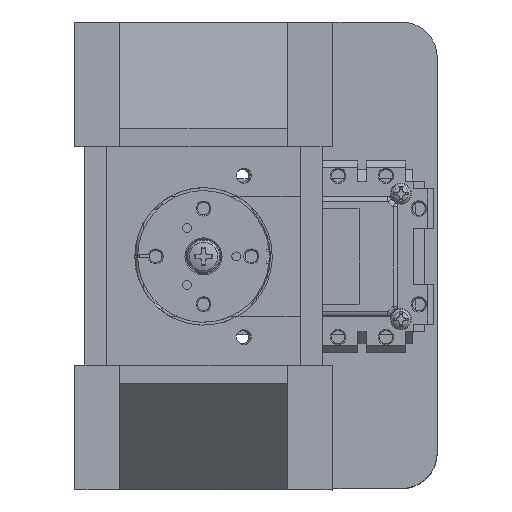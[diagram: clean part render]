
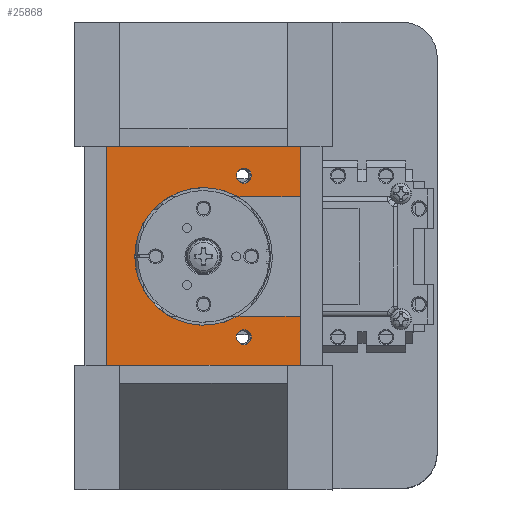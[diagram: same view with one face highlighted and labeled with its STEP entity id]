
A CAD part, top view. The second image highlights one B-rep face of the part: STEP entity #25868.
In plain terms, the highlighted planar face has unit normal (0, 0, 1).
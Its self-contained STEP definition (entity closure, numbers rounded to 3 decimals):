
#493=LINE('',#38248,#3165);
#497=LINE('',#38261,#3169);
#518=LINE('',#38314,#3190);
#519=LINE('',#38316,#3191);
#520=LINE('',#38318,#3192);
#521=LINE('',#38320,#3193);
#522=LINE('',#38321,#3194);
#3165=VECTOR('',#30575,9.982);
#3169=VECTOR('',#30589,9.982);
#3190=VECTOR('',#30634,25.8);
#3191=VECTOR('',#30635,32.334);
#3192=VECTOR('',#30636,71.6);
#3193=VECTOR('',#30637,32.334);
#3194=VECTOR('',#30638,25.8);
#6050=FACE_BOUND('',#7799,.T.);
#6051=FACE_BOUND('',#7800,.T.);
#6312=FACE_OUTER_BOUND('',#7798,.T.);
#7798=EDGE_LOOP('',(#17516,#17517,#17518,#17519,#17520,#17521,#17522,#17523,
#17524,#17525));
#7799=EDGE_LOOP('',(#17526,#17527));
#7800=EDGE_LOOP('',(#17528,#17529));
#9367=CIRCLE('',#27527,2.);
#9374=CIRCLE('',#27544,2.);
#9375=CIRCLE('',#27545,11.5);
#9376=CIRCLE('',#27546,1.25);
#9377=CIRCLE('',#27547,1.25);
#9378=CIRCLE('',#27548,1.25);
#9379=CIRCLE('',#27549,1.25);
#10505=VERTEX_POINT('',#38240);
#10506=VERTEX_POINT('',#38242);
#10507=VERTEX_POINT('',#38246);
#10510=VERTEX_POINT('',#38258);
#10511=VERTEX_POINT('',#38260);
#10530=VERTEX_POINT('',#38310);
#10531=VERTEX_POINT('',#38313);
#10532=VERTEX_POINT('',#38315);
#10533=VERTEX_POINT('',#38317);
#10534=VERTEX_POINT('',#38319);
#10535=VERTEX_POINT('',#38322);
#10536=VERTEX_POINT('',#38323);
#10537=VERTEX_POINT('',#38326);
#10538=VERTEX_POINT('',#38327);
#13202=EDGE_CURVE('',#10505,#10506,#9367,.T.);
#13205=EDGE_CURVE('',#10507,#10505,#493,.T.);
#13211=EDGE_CURVE('',#10510,#10511,#497,.T.);
#13236=EDGE_CURVE('',#10530,#10510,#9374,.T.);
#13237=EDGE_CURVE('',#10506,#10530,#9375,.T.);
#13238=EDGE_CURVE('',#10531,#10507,#518,.T.);
#13239=EDGE_CURVE('',#10532,#10531,#519,.T.);
#13240=EDGE_CURVE('',#10533,#10532,#520,.T.);
#13241=EDGE_CURVE('',#10534,#10533,#521,.T.);
#13242=EDGE_CURVE('',#10511,#10534,#522,.T.);
#13243=EDGE_CURVE('',#10535,#10536,#9376,.T.);
#13244=EDGE_CURVE('',#10536,#10535,#9377,.T.);
#13245=EDGE_CURVE('',#10537,#10538,#9378,.T.);
#13246=EDGE_CURVE('',#10538,#10537,#9379,.T.);
#17516=ORIENTED_EDGE('',*,*,#13211,.F.);
#17517=ORIENTED_EDGE('',*,*,#13236,.F.);
#17518=ORIENTED_EDGE('',*,*,#13237,.F.);
#17519=ORIENTED_EDGE('',*,*,#13202,.F.);
#17520=ORIENTED_EDGE('',*,*,#13205,.F.);
#17521=ORIENTED_EDGE('',*,*,#13238,.F.);
#17522=ORIENTED_EDGE('',*,*,#13239,.F.);
#17523=ORIENTED_EDGE('',*,*,#13240,.F.);
#17524=ORIENTED_EDGE('',*,*,#13241,.F.);
#17525=ORIENTED_EDGE('',*,*,#13242,.F.);
#17526=ORIENTED_EDGE('',*,*,#13243,.F.);
#17527=ORIENTED_EDGE('',*,*,#13244,.F.);
#17528=ORIENTED_EDGE('',*,*,#13245,.F.);
#17529=ORIENTED_EDGE('',*,*,#13246,.F.);
#24578=PLANE('',#27543);
#25868=ADVANCED_FACE('',(#6312,#6050,#6051),#24578,.T.);
#27527=AXIS2_PLACEMENT_3D('',#38243,#30569,#30570);
#27543=AXIS2_PLACEMENT_3D('',#38309,#30628,#30629);
#27544=AXIS2_PLACEMENT_3D('',#38311,#30630,#30631);
#27545=AXIS2_PLACEMENT_3D('',#38312,#30632,#30633);
#27546=AXIS2_PLACEMENT_3D('',#38324,#30639,#30640);
#27547=AXIS2_PLACEMENT_3D('',#38325,#30641,#30642);
#27548=AXIS2_PLACEMENT_3D('',#38328,#30643,#30644);
#27549=AXIS2_PLACEMENT_3D('',#38329,#30645,#30646);
#30569=DIRECTION('center_axis',(0.,0.,
-1.));
#30570=DIRECTION('ref_axis',(-0.458,-0.889,0.));
#30575=DIRECTION('',(-1.,0.,0.));
#30589=DIRECTION('',(1.,0.,0.));
#30628=DIRECTION('center_axis',(0.,0.,
1.));
#30629=DIRECTION('ref_axis',(0.,1.,0.));
#30630=DIRECTION('center_axis',(0.,0.,
-1.));
#30631=DIRECTION('ref_axis',(0.,1.,0.));
#30632=DIRECTION('center_axis',(0.,0.,
1.));
#30633=DIRECTION('ref_axis',(-0.458,-0.889,0.));
#30634=DIRECTION('',(0.,-1.,0.));
#30635=DIRECTION('',(1.,0.,0.));
#30636=DIRECTION('',(0.,1.,0.));
#30637=DIRECTION('',(-1.,0.,0.));
#30638=DIRECTION('',(0.,-1.,0.));
#30639=DIRECTION('center_axis',(0.,0.,
1.));
#30640=DIRECTION('ref_axis',(0.,-1.,0.));
#30641=DIRECTION('center_axis',(0.,0.,
1.));
#30642=DIRECTION('ref_axis',(0.,-1.,0.));
#30643=DIRECTION('center_axis',(0.,0.,
1.));
#30644=DIRECTION('ref_axis',(0.,-1.,0.));
#30645=DIRECTION('center_axis',(0.,0.,
1.));
#30646=DIRECTION('ref_axis',(0.,-1.,0.));
#38240=CARTESIAN_POINT('',(-93.851,152.92,209.239));
#38242=CARTESIAN_POINT('',(-94.767,153.143,209.239));
#38243=CARTESIAN_POINT('Origin',(-93.85,154.92,209.239));
#38246=CARTESIAN_POINT('',(-83.868,152.917,209.239));
#38248=CARTESIAN_POINT('',(-83.868,152.917,209.239));
#38258=CARTESIAN_POINT('',(-93.858,132.92,209.239));
#38260=CARTESIAN_POINT('',(-83.875,132.917,209.239));
#38261=CARTESIAN_POINT('',(-93.858,132.92,209.239));
#38309=CARTESIAN_POINT('Origin',(-100.039,142.922,209.239));
#38310=CARTESIAN_POINT('',(-94.774,132.698,209.239));
#38311=CARTESIAN_POINT('Origin',(-93.858,130.92,209.239));
#38312=CARTESIAN_POINT('Origin',(-100.039,142.922,209.239));
#38313=CARTESIAN_POINT('',(-83.859,178.717,209.239));
#38314=CARTESIAN_POINT('',(-83.859,178.717,209.239));
#38315=CARTESIAN_POINT('',(-116.193,178.728,209.239));
#38316=CARTESIAN_POINT('',(-116.193,178.728,209.239));
#38317=CARTESIAN_POINT('',(-116.219,107.128,209.239));
#38318=CARTESIAN_POINT('',(-116.219,107.128,209.239));
#38319=CARTESIAN_POINT('',(-83.884,107.117,209.239));
#38320=CARTESIAN_POINT('',(-83.884,107.117,209.239));
#38321=CARTESIAN_POINT('',(-83.875,132.917,209.239));
#38322=CARTESIAN_POINT('',(-93.284,157.67,209.239));
#38323=CARTESIAN_POINT('',(-93.284,155.17,209.239));
#38324=CARTESIAN_POINT('Origin',(-93.284,156.42,209.239));
#38325=CARTESIAN_POINT('Origin',(-93.284,156.42,209.239));
#38326=CARTESIAN_POINT('',(-93.293,130.67,209.239));
#38327=CARTESIAN_POINT('',(-93.294,128.17,209.239));
#38328=CARTESIAN_POINT('Origin',(-93.294,129.42,209.239));
#38329=CARTESIAN_POINT('Origin',(-93.294,129.42,209.239));
